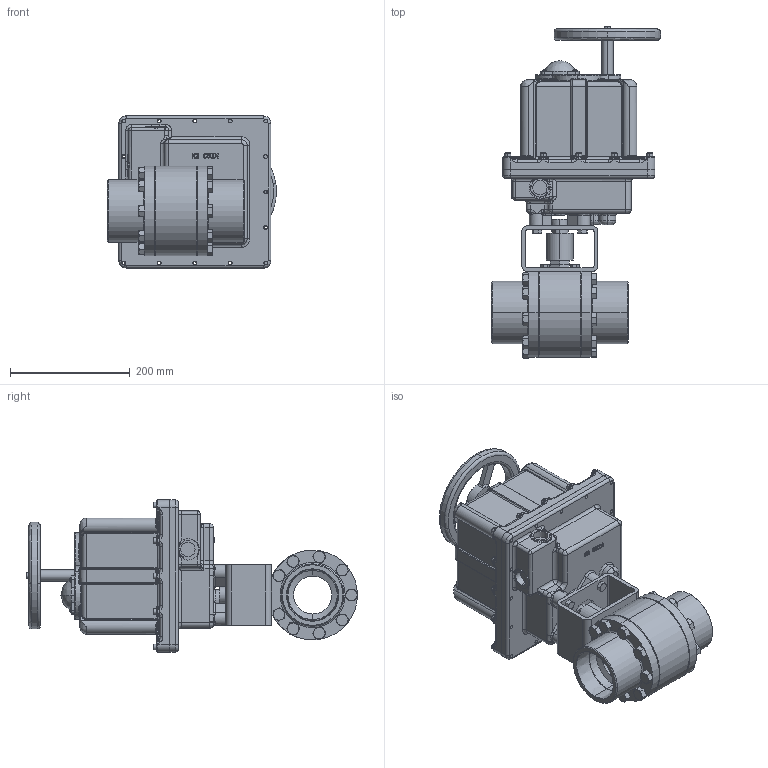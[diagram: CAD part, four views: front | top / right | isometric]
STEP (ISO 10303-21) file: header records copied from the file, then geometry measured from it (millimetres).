
FILE_DESCRIPTION (( 'STEP AP203' ), '1' );
FILE_NAME ('3000R-300-PT_ER-38.STEP', '2017-11-08T18:33:15', ( '' ), ( '' ), 'SwSTEP 2.0', 'SolidWorks 2014', '' );
FILE_SCHEMA (( 'CONFIG_CONTROL_DESIGN' ));
Length unit declared in the file: inch
Products named in the file (1): 3000R-300-PT_ER-38
Bounding box: 282.14 x 554.19 x 254.1 mm (x, y, z)
Surface area: 637466.5 mm2 (no closed solid volume)
Topology: 0 solids, 65 shells, 1502 faces, 4479 edges, 2923 vertices
Faces by surface type: cylinder 450, plane 446, bspline 402, cone 200, torus 4
Entity records: 79992 total; most frequent: CARTESIAN_POINT 43872, ORIENTED_EDGE 7526, DIRECTION 6719, EDGE_CURVE 4428, VERTEX_POINT 2923, AXIS2_PLACEMENT_3D 2584, EDGE_LOOP 1665, VECTOR 1551
